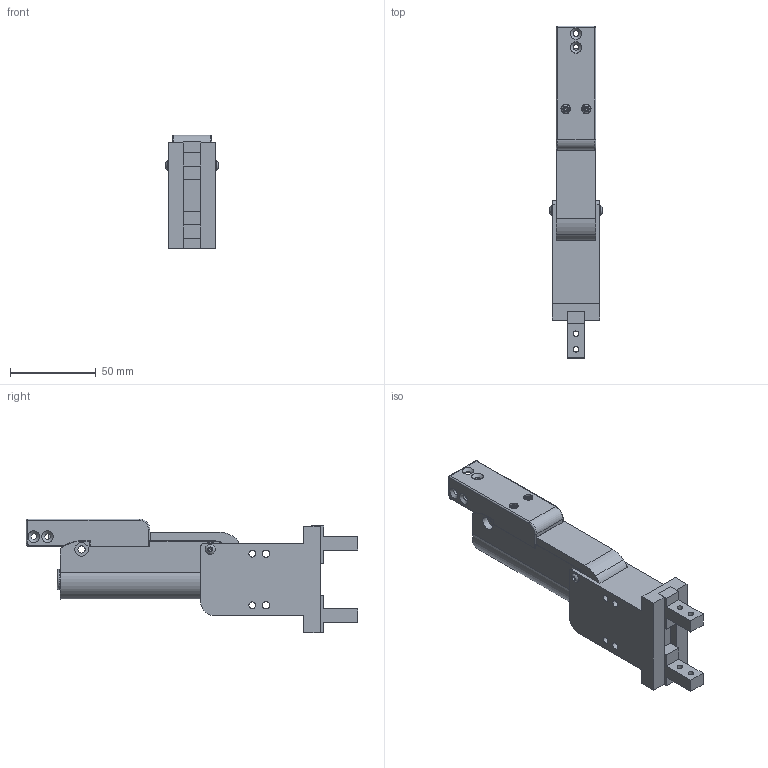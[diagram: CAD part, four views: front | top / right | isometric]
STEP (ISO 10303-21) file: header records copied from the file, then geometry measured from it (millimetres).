
FILE_DESCRIPTION (( 'STEP AP214' ), '1' );
FILE_NAME ('0186-2041_241002_GM50-23Sx80F-XP-K_35-18_MS03.STEP', '2024-10-02T06:14:48', ( '' ), ( '' ), 'SwSTEP 2.0', 'SolidWorks 2024', '' );
FILE_SCHEMA (( 'AUTOMOTIVE_DESIGN' ));
Length unit declared in the file: millimetre
Products named in the file (8): GM50k-23-GGH; 0186-2041_241002_GM50-23Sx80F-XP-K_35-18_MS03; 0160-4685_PS01k-23x80_SD-TC; 0230-1141_Lins-Schr_I-6k_M3x12_INOX; GM50k-23-Motor; GM50k-23_FGR; GM50h-23Sx80F-HP.SLDPRT; 0160-1379_Lins.-Schr_I-6rd_M2.5x16_INOX
Assembly tree (10 placements, depth 3):
  0186-2041_241002_GM50-23Sx80F-XP-K_35-18_MS03
    GM50h-23Sx80F-HP.SLDPRT
      GM50k-23-GGH
      GM50k-23-Motor
      0230-1141_Lins-Schr_I-6k_M3x12_INOX  x2
      0160-4685_PS01k-23x80_SD-TC
      0160-1379_Lins.-Schr_I-6rd_M2.5x16_INOX  x2
    GM50k-23_FGR  x2
Bounding box: 30.9 x 193.2 x 66.35 mm (x, y, z)
Volume: 157614.7 mm3; surface area: 44768.2 mm2
Topology: 12 solids, 12 shells, 1259 faces, 3199 edges, 2001 vertices
Faces by surface type: plane 384, bspline 355, cone 268, cylinder 237, torus 9, sphere 6
Full cylindrical faces by diameter (mm): 2.4 x2, 2.5 x2, 3 x50, 3.1 x66, 3.3 x4, 3.4 x8, 4 x2, 4.2 x6, 5 x4, 5.5 x2, 5.7 x2, 6.7 x1, 8 x2, 12 x1
Entity records: 39633 total; most frequent: CARTESIAN_POINT 15391, ORIENTED_EDGE 4984, DIRECTION 3597, EDGE_CURVE 2492, VERTEX_POINT 1730, EDGE_LOOP 1334, LINE 1245, VECTOR 1245
